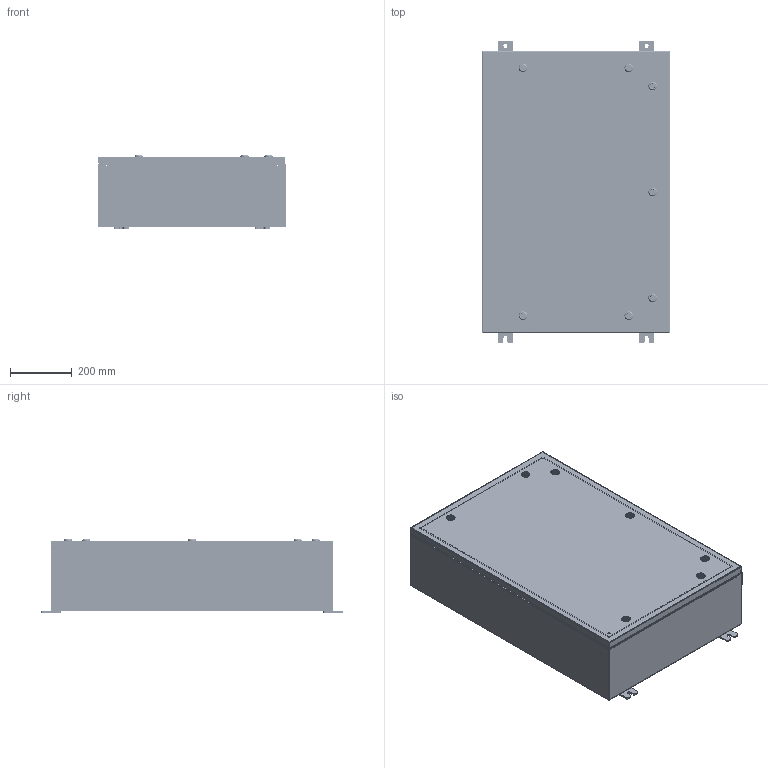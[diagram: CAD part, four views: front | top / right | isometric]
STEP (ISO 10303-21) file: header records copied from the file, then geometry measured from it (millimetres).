
FILE_DESCRIPTION (( 'STEP AP203' ), '1' );
FILE_NAME ('CHDSS362408WP.STEP', '2014-02-18T21:25:16', ( 'changeme' ), ( 'Microsoft' ), 'SwSTEP 2.0', 'SolidWorks 2013', '' );
FILE_SCHEMA (( 'CONFIG_CONTROL_DESIGN' ));
Length unit declared in the file: inch
Products named in the file (18): Washer-221320-IB-Industrilas_Washer-221320-IB-Industrilas; CHDSS362408WP Cover; Screw-221320-IB-Industrilas_Screw-221320-IB-Industrilas; CHDSS362408WP Body; Insert-221320-IB-Industrilas_Insert-221320-IB-Industrilas; CHDSS362408WP Bottom; HW-CLH-E5-8004_Cam-232112-U-Industrilas; CHDSS362408WP Top; HW-CLH-R001-0500_2412-026240-2445-Industrilas; Concealed Hinge (Cover Side); CHDSS362408WP Backpanel; CHDSS362408WP; Concealed Hinge enclosure side; CHDSS362408WP Mounting Studs; Housing-211301-IB-Industrilas_Housing-211301-IB-Industrilas; CHDSS362408WP Mounting Feet; Nut-211301-IB-Industrilas_Nut-211301-IB-Industrilas; Quarter-20 CD Stud
Assembly tree (33 placements, depth 3):
  CHDSS362408WP
    CHDSS362408WP Backpanel
    CHDSS362408WP Mounting Studs  x6
    CHDSS362408WP Mounting Feet  x4
    Quarter-20 CD Stud  x2
    CHDSS362408WP Cover
    CHDSS362408WP Body
    CHDSS362408WP Bottom
    CHDSS362408WP Top
    Concealed Hinge (Cover Side)
    Concealed Hinge enclosure side  x2
    HW-CLH-R001-0500_2412-026240-2445-Industrilas  x7
      Housing-211301-IB-Industrilas_Housing-211301-IB-Industrilas
      Nut-211301-IB-Industrilas_Nut-211301-IB-Industrilas
      Washer-221320-IB-Industrilas_Washer-221320-IB-Industrilas
      Screw-221320-IB-Industrilas_Screw-221320-IB-Industrilas
      Insert-221320-IB-Industrilas_Insert-221320-IB-Industrilas
      HW-CLH-E5-8004_Cam-232112-U-Industrilas
Bounding box: 609.6 x 977.9 x 237.64 mm (x, y, z)
Volume: 5115580.1 mm3; surface area: 4984939.7 mm2
Topology: 62 solids, 62 shells, 6280 faces, 15865 edges, 9729 vertices
Faces by surface type: cylinder 1960, plane 1818, bspline 1471, cone 842, torus 140, sphere 49
Entity records: 64018 total; most frequent: CARTESIAN_POINT 35100, ORIENTED_EDGE 6002, DIRECTION 4973, EDGE_CURVE 3001, AXIS2_PLACEMENT_3D 1844, VERTEX_POINT 1823, VECTOR 1285, LINE 1285
